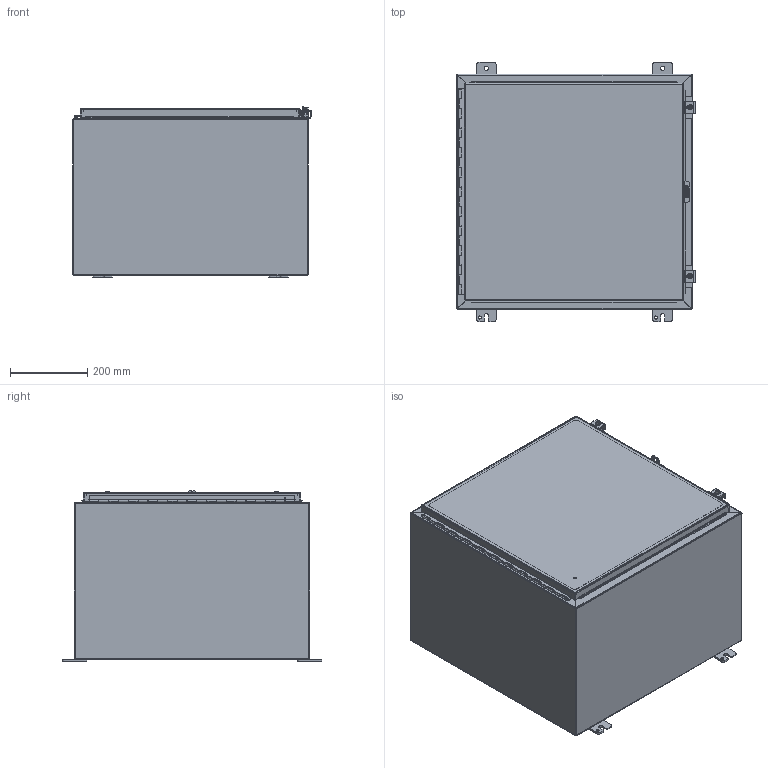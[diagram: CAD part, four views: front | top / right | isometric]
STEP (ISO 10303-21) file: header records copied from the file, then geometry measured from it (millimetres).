
FILE_DESCRIPTION((''),'2;1');
FILE_NAME('N12242416.stp','2012-02-20T15:52:53',('dnichola'),(''),'Autodesk Inventor 2012','Autodesk Inventor 2012','');
FILE_SCHEMA(('AUTOMOTIVE_DESIGN { 1 0 10303 214 1 1 1 1 }'));
Length unit declared in the file: inch
Products named in the file (20): N12242416; 34840; 38413; N122416TB; N12242416BLR; 22x22; 38846; 3293; N122424LID; 328132; 328132T; 328132L; 328132P; 30823; 30824; 30824-1; HFW30825-2; HFW30825-3; HFW30825-4; 3889
Assembly tree (28 placements, depth 3):
  N12242416
    34840  x4
    38413
    N122416TB  x2
    N12242416BLR
    22x22
    38846
    3293
    N122424LID
    328132
      328132T
      328132L
      328132P
    30823  x2
    30824  x2
      30824-1
      HFW30825-2
      HFW30825-3
      HFW30825-4
    3889  x4
Bounding box: 617.49 x 673.1 x 442.22 mm (x, y, z)
Volume: 3767996 mm3; surface area: 3916324.5 mm2
Topology: 29 solids, 29 shells, 870 faces, 2218 edges, 1424 vertices
Faces by surface type: plane 507, cylinder 262, bspline 63, torus 16, sphere 12, cone 10
Full cylindrical faces by diameter (mm): 2.794 x6, 2.921 x2, 3.048 x1, 3.967 x1, 5.359 x2, 6.35 x3, 7.137 x2, 7.95 x4, 8.382 x8, 8.56 x1, 8.89 x2, 11.125 x4, 12.7 x3, 13.208 x2, 15.875 x4
Entity records: 22456 total; most frequent: CARTESIAN_POINT 5846, DIRECTION 3220, ORIENTED_EDGE 3208, EDGE_CURVE 1604, VECTOR 1104, LINE 1104, AXIS2_PLACEMENT_3D 1058, VERTEX_POINT 1048
